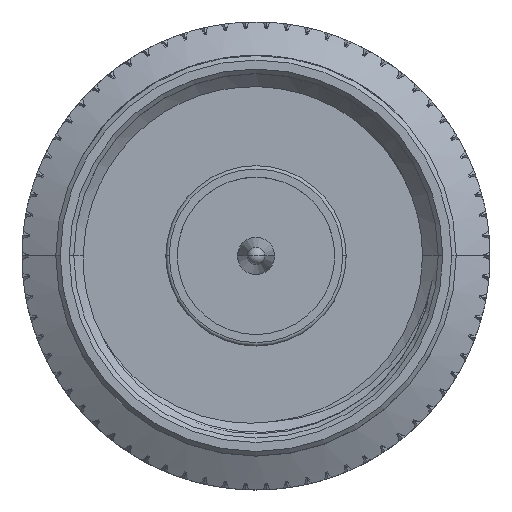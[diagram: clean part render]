
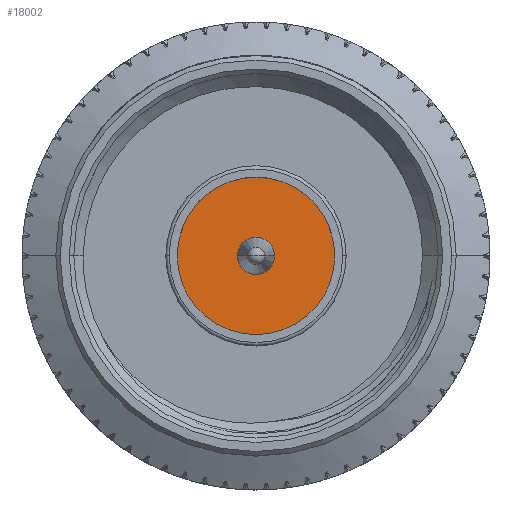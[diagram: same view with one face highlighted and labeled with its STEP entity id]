
A CAD part, top view. The second image highlights one B-rep face of the part: STEP entity #18002.
In plain terms, the highlighted planar face has unit normal (0, 0, 1).
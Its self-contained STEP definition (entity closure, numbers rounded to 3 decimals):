
#3220 = EDGE_CURVE ( 'NONE', #30132, #125695, #88617, .T. ) ;
#3823 = DIRECTION ( 'NONE',  ( 0., 0., -1. ) ) ;
#4909 = DIRECTION ( 'NONE',  ( 0., 0., -1. ) ) ;
#5003 = DIRECTION ( 'NONE',  ( -1., 0., 0. ) ) ;
#9483 = EDGE_LOOP ( 'NONE', ( #75905, #22343 ) ) ;
#16542 = PLANE ( 'NONE',  #128060 ) ;
#18002 = ADVANCED_FACE ( 'NONE', ( #92794, #37779 ), #16542, .F. ) ;
#19643 = ORIENTED_EDGE ( 'NONE', *, *, #3220, .T. ) ;
#20539 = DIRECTION ( 'NONE',  ( 0., 0., -1. ) ) ;
#22343 = ORIENTED_EDGE ( 'NONE', *, *, #60576, .F. ) ;
#23124 = CIRCLE ( 'NONE', #65291, 3.5 ) ;
#30132 = VERTEX_POINT ( 'NONE', #80320 ) ;
#37779 = FACE_OUTER_BOUND ( 'NONE', #9483, .T. ) ;
#38744 = DIRECTION ( 'NONE',  ( -1., 0., 0. ) ) ;
#47585 = AXIS2_PLACEMENT_3D ( 'NONE', #86436, #20539, #97450 ) ;
#50435 = CIRCLE ( 'NONE', #108626, 0.825 ) ;
#56897 = ORIENTED_EDGE ( 'NONE', *, *, #87855, .T. ) ;
#60576 = EDGE_CURVE ( 'NONE', #107700, #102686, #126700, .T. ) ;
#61014 = AXIS2_PLACEMENT_3D ( 'NONE', #136833, #70879, #5003 ) ;
#65291 = AXIS2_PLACEMENT_3D ( 'NONE', #69701, #3823, #80785 ) ;
#69701 = CARTESIAN_POINT ( 'NONE',  ( 0., 0., -3.697 ) ) ;
#70788 = CARTESIAN_POINT ( 'NONE',  ( 0., 0., -3.697 ) ) ;
#70879 = DIRECTION ( 'NONE',  ( 0., 0., -1. ) ) ;
#74601 = CARTESIAN_POINT ( 'NONE',  ( -0.825, 0., -3.697 ) ) ;
#75905 = ORIENTED_EDGE ( 'NONE', *, *, #137637, .F. ) ;
#80320 = CARTESIAN_POINT ( 'NONE',  ( 0.825, 0., -3.697 ) ) ;
#80785 = DIRECTION ( 'NONE',  ( -1., 0., 0. ) ) ;
#81889 = DIRECTION ( 'NONE',  ( -1., 0., 0. ) ) ;
#84903 = CARTESIAN_POINT ( 'NONE',  ( -3.5, 0., -3.697 ) ) ;
#86436 = CARTESIAN_POINT ( 'NONE',  ( 0., 0., -3.697 ) ) ;
#87855 = EDGE_CURVE ( 'NONE', #125695, #30132, #50435, .T. ) ;
#88617 = CIRCLE ( 'NONE', #61014, 0.825 ) ;
#92794 = FACE_BOUND ( 'NONE', #122143, .T. ) ;
#97450 = DIRECTION ( 'NONE',  ( -1., 0., 0. ) ) ;
#102686 = VERTEX_POINT ( 'NONE', #111047 ) ;
#104540 = DIRECTION ( 'NONE',  ( 0., 0., -1. ) ) ;
#107700 = VERTEX_POINT ( 'NONE', #84903 ) ;
#108626 = AXIS2_PLACEMENT_3D ( 'NONE', #70788, #4909, #81889 ) ;
#111047 = CARTESIAN_POINT ( 'NONE',  ( 3.5, 0., -3.697 ) ) ;
#122143 = EDGE_LOOP ( 'NONE', ( #56897, #19643 ) ) ;
#125695 = VERTEX_POINT ( 'NONE', #74601 ) ;
#126700 = CIRCLE ( 'NONE', #47585, 3.5 ) ;
#128060 = AXIS2_PLACEMENT_3D ( 'NONE', #136817, #104540, #38744 ) ;
#136817 = CARTESIAN_POINT ( 'NONE',  ( 0., 0., -3.697 ) ) ;
#136833 = CARTESIAN_POINT ( 'NONE',  ( 0., 0., -3.697 ) ) ;
#137637 = EDGE_CURVE ( 'NONE', #102686, #107700, #23124, .T. ) ;
